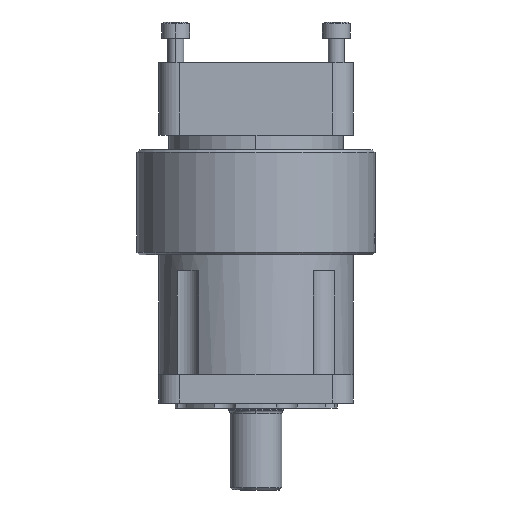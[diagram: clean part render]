
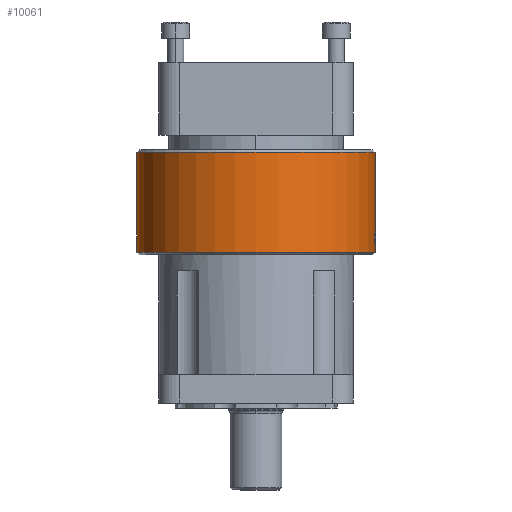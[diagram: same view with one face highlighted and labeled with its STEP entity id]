
A CAD part, front view. The second image highlights one B-rep face of the part: STEP entity #10061.
In plain terms, the highlighted cylindrical face has radius 36.741 mm (diameter 73.482 mm), a partial arc.
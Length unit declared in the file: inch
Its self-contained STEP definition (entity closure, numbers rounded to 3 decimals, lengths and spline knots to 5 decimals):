
#868 = CARTESIAN_POINT ( 'NONE',  ( 1.4465, -0.00155, 1.83811 ) ) ;
#1256 = VERTEX_POINT ( 'NONE', #35536 ) ;
#1552 = EDGE_CURVE ( 'NONE', #10020, #33804, #30264, .T. ) ;
#1788 = CARTESIAN_POINT ( 'NONE',  ( 0., 0., 1.83205 ) ) ;
#2167 = VERTEX_POINT ( 'NONE', #44130 ) ;
#2292 = CARTESIAN_POINT ( 'NONE',  ( 1.4465, 0., 1.80205 ) ) ;
#3564 = ORIENTED_EDGE ( 'NONE', *, *, #6870, .T. ) ;
#5614 = CARTESIAN_POINT ( 'NONE',  ( 1.43972, -0.1399, 2.06361 ) ) ;
#5950 = EDGE_CURVE ( 'NONE', #2167, #29193, #46369, .T. ) ;
#6332 = CARTESIAN_POINT ( 'NONE',  ( 1.4465, -0.00155, 1.83811 ) ) ;
#6578 = CARTESIAN_POINT ( 'NONE',  ( 1.44593, -0.04175, 1.84346 ) ) ;
#6870 = EDGE_CURVE ( 'NONE', #15863, #42700, #16106, .T. ) ;
#6965 = CARTESIAN_POINT ( 'NONE',  ( 1.4465, -0.00108, 1.83837 ) ) ;
#7320 = DIRECTION ( 'NONE',  ( 1., 0., 0. ) ) ;
#7359 = CARTESIAN_POINT ( 'NONE',  ( 1.44649, -0.00016, 1.83841 ) ) ;
#8577 = CARTESIAN_POINT ( 'NONE',  ( 0., 0., 3.04446 ) ) ;
#8765 = ORIENTED_EDGE ( 'NONE', *, *, #45421, .F. ) ;
#8934 = LINE ( 'NONE', #16266, #38402 ) ;
#9185 = AXIS2_PLACEMENT_3D ( 'NONE', #1788, #12503, #42796 ) ;
#9507 = CARTESIAN_POINT ( 'NONE',  ( 1.44435, -0.07922, 1.85937 ) ) ;
#9671 = ORIENTED_EDGE ( 'NONE', *, *, #28443, .T. ) ;
#9723 = LINE ( 'NONE', #31722, #38128 ) ;
#9751 = CARTESIAN_POINT ( 'NONE',  ( 1.43863, -0.15071, 2.03514 ) ) ;
#10020 = VERTEX_POINT ( 'NONE', #33222 ) ;
#10061 = ADVANCED_FACE ( 'NONE', ( #18065 ), #21729, .T. ) ;
#10492 = CARTESIAN_POINT ( 'NONE',  ( 0., 0., 1.80205 ) ) ;
#11721 = EDGE_CURVE ( 'NONE', #33804, #15863, #8934, .T. ) ;
#11856 = AXIS2_PLACEMENT_3D ( 'NONE', #10492, #29557, #7320 ) ;
#12350 = CARTESIAN_POINT ( 'NONE',  ( 1.4465, -0.00061, 1.83857 ) ) ;
#12503 = DIRECTION ( 'NONE',  ( 0., 0., 1. ) ) ;
#12537 = DIRECTION ( 'NONE',  ( 0., 0., 1. ) ) ;
#12917 = CARTESIAN_POINT ( 'NONE',  ( 1.43818, -0.15496, 1.97453 ) ) ;
#13412 = CARTESIAN_POINT ( 'NONE',  ( 1.44566, -0.05016, 2.14215 ) ) ;
#15863 = VERTEX_POINT ( 'NONE', #7359 ) ;
#16106 = B_SPLINE_CURVE_WITH_KNOTS ( 'NONE', 3,
 ( #45824, #12350, #6965, #47499 ),
 .UNSPECIFIED., .F., .F.,
 ( 4, 4 ),
 ( 0., 1. ),
 .UNSPECIFIED. ) ;
#16266 = CARTESIAN_POINT ( 'NONE',  ( 1.4465, 0., 1.80205 ) ) ;
#16298 = ORIENTED_EDGE ( 'NONE', *, *, #11721, .T. ) ;
#16320 = ORIENTED_EDGE ( 'NONE', *, *, #1552, .T. ) ;
#16842 = CARTESIAN_POINT ( 'NONE',  ( 1.4382, -0.15475, 2.01521 ) ) ;
#17082 = CARTESIAN_POINT ( 'NONE',  ( 1.43807, -0.1559, 1.98463 ) ) ;
#17560 = CARTESIAN_POINT ( 'NONE',  ( 1.44121, -0.12372, 2.08951 ) ) ;
#17808 = CARTESIAN_POINT ( 'NONE',  ( 1.44286, -0.10278, 2.11182 ) ) ;
#18065 = FACE_OUTER_BOUND ( 'NONE', #36351, .T. ) ;
#20746 = CARTESIAN_POINT ( 'NONE',  ( 1.44637, -0.02191, 1.83932 ) ) ;
#21239 = CARTESIAN_POINT ( 'NONE',  ( 1.44639, -0.02056, 2.14907 ) ) ;
#21473 = CARTESIAN_POINT ( 'NONE',  ( 1.44488, -0.069, 2.13435 ) ) ;
#21729 = CYLINDRICAL_SURFACE ( 'NONE', #11856, 1.4465 ) ;
#22291 = ORIENTED_EDGE ( 'NONE', *, *, #5950, .T. ) ;
#22517 = VECTOR ( 'NONE', #12537, 39.37008 ) ;
#22811 = B_SPLINE_CURVE_WITH_KNOTS ( 'NONE', 3,
 ( #6332, #31750, #20746, #6578, #28078, #28330, #9507, #27842, #32717, #42735, #40061, #35660, #46635, #28570, #24171, #12917, #17082, #43220, #16842, #9751, #36148, #5614, #39809, #17560, #32240, #17808, #35419, #31990, #21473, #13412, #36384, #21239, #24664, #39567 ),
 .UNSPECIFIED., .F., .F.,
 ( 4, 2, 2, 2, 2, 2, 2, 2, 2, 2, 2, 2, 2, 2, 2, 2, 4 ),
 ( 0., 0.00077, 0.00154, 0.00232, 0.00309, 0.00386, 0.00463, 0.0054, 0.00617, 0.00695, 0.00772, 0.00849, 0.00926, 0.01003, 0.01081, 0.01158, 0.01235 ),
 .UNSPECIFIED. ) ;
#23004 = DIRECTION ( 'NONE',  ( 0., 0., -1. ) ) ;
#24171 = CARTESIAN_POINT ( 'NONE',  ( 1.43859, -0.15108, 1.95443 ) ) ;
#24664 = CARTESIAN_POINT ( 'NONE',  ( 1.4465, -0.01028, 2.1501 ) ) ;
#27432 = CARTESIAN_POINT ( 'NONE',  ( 1.4465, 0., 1.83205 ) ) ;
#27842 = CARTESIAN_POINT ( 'NONE',  ( 1.44333, -0.09601, 1.8708 ) ) ;
#28078 = CARTESIAN_POINT ( 'NONE',  ( 1.44561, -0.05159, 1.84654 ) ) ;
#28177 = LINE ( 'NONE', #2292, #22517 ) ;
#28330 = CARTESIAN_POINT ( 'NONE',  ( 1.44482, -0.07034, 1.85452 ) ) ;
#28443 = EDGE_CURVE ( 'NONE', #42700, #1256, #22811, .T. ) ;
#28570 = CARTESIAN_POINT ( 'NONE',  ( 1.4389, -0.14815, 1.94463 ) ) ;
#29193 = VERTEX_POINT ( 'NONE', #46222 ) ;
#29557 = DIRECTION ( 'NONE',  ( 0., 0., 1. ) ) ;
#30264 = CIRCLE ( 'NONE', #9185, 1.4465 ) ;
#31210 = ORIENTED_EDGE ( 'NONE', *, *, #44775, .T. ) ;
#31565 = AXIS2_PLACEMENT_3D ( 'NONE', #8577, #23004, #37667 ) ;
#31722 = CARTESIAN_POINT ( 'NONE',  ( -1.4465, 0., 1.80205 ) ) ;
#31750 = CARTESIAN_POINT ( 'NONE',  ( 1.44649, -0.01182, 1.83821 ) ) ;
#31990 = CARTESIAN_POINT ( 'NONE',  ( 1.44442, -0.07808, 2.12949 ) ) ;
#32240 = CARTESIAN_POINT ( 'NONE',  ( 1.44176, -0.11729, 2.09734 ) ) ;
#32717 = CARTESIAN_POINT ( 'NONE',  ( 1.44278, -0.10395, 1.87742 ) ) ;
#33222 = CARTESIAN_POINT ( 'NONE',  ( -1.4465, 0., 1.83205 ) ) ;
#33804 = VERTEX_POINT ( 'NONE', #27432 ) ;
#35419 = CARTESIAN_POINT ( 'NONE',  ( 1.44341, -0.09491, 2.11825 ) ) ;
#35536 = CARTESIAN_POINT ( 'NONE',  ( 1.4465, 0., 2.1501 ) ) ;
#35660 = CARTESIAN_POINT ( 'NONE',  ( 1.44013, -0.13576, 1.9168 ) ) ;
#36148 = CARTESIAN_POINT ( 'NONE',  ( 1.43894, -0.14774, 2.04482 ) ) ;
#36351 = EDGE_LOOP ( 'NONE', ( #8765, #16320, #16298, #3564, #9671, #31210, #22291 ) ) ;
#36384 = CARTESIAN_POINT ( 'NONE',  ( 1.44597, -0.04047, 2.14509 ) ) ;
#37667 = DIRECTION ( 'NONE',  ( 1., 0., 0. ) ) ;
#38128 = VECTOR ( 'NONE', #45888, 39.37008 ) ;
#38402 = VECTOR ( 'NONE', #45347, 39.37008 ) ;
#39567 = CARTESIAN_POINT ( 'NONE',  ( 1.4465, 0., 2.1501 ) ) ;
#39809 = CARTESIAN_POINT ( 'NONE',  ( 1.4402, -0.13501, 2.0727 ) ) ;
#40061 = CARTESIAN_POINT ( 'NONE',  ( 1.44114, -0.12453, 1.89974 ) ) ;
#42700 = VERTEX_POINT ( 'NONE', #868 ) ;
#42735 = CARTESIAN_POINT ( 'NONE',  ( 1.44168, -0.11816, 1.89187 ) ) ;
#42796 = DIRECTION ( 'NONE',  ( 1., 0., 0. ) ) ;
#43220 = CARTESIAN_POINT ( 'NONE',  ( 1.43808, -0.15581, 2.00491 ) ) ;
#44130 = CARTESIAN_POINT ( 'NONE',  ( 1.4465, 0., 3.04446 ) ) ;
#44775 = EDGE_CURVE ( 'NONE', #1256, #2167, #28177, .T. ) ;
#45347 = DIRECTION ( 'NONE',  ( 0., 0., 1. ) ) ;
#45421 = EDGE_CURVE ( 'NONE', #10020, #29193, #9723, .T. ) ;
#45824 = CARTESIAN_POINT ( 'NONE',  ( 1.44649, -0.00016, 1.83841 ) ) ;
#45888 = DIRECTION ( 'NONE',  ( 0., 0., 1. ) ) ;
#46222 = CARTESIAN_POINT ( 'NONE',  ( -1.4465, 0., 3.04446 ) ) ;
#46369 = CIRCLE ( 'NONE', #31565, 1.4465 ) ;
#46635 = CARTESIAN_POINT ( 'NONE',  ( 1.43966, -0.14052, 1.92588 ) ) ;
#47499 = CARTESIAN_POINT ( 'NONE',  ( 1.4465, -0.00155, 1.83811 ) ) ;
